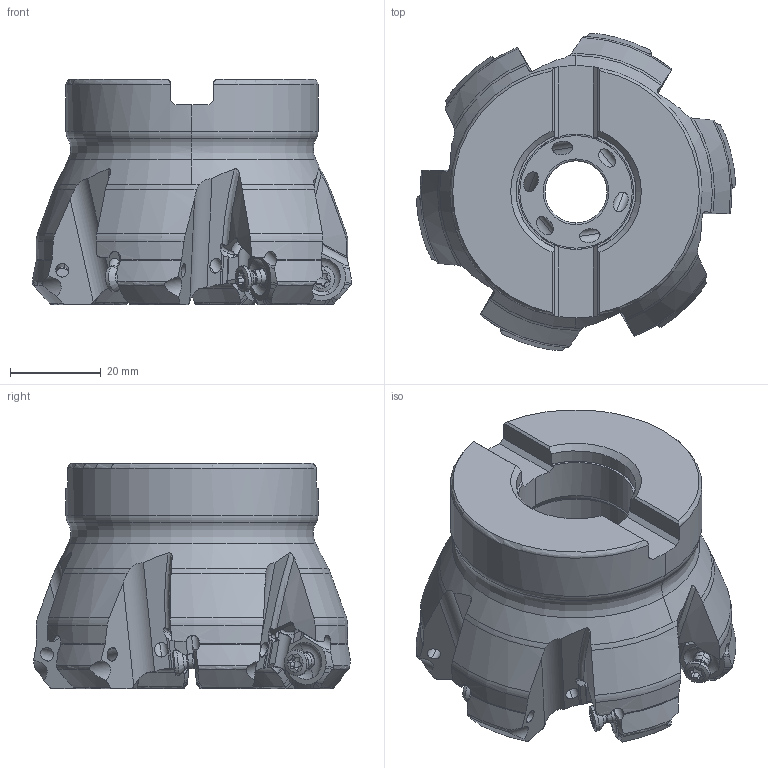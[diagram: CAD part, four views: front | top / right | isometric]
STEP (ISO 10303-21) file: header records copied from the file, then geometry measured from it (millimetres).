
FILE_DESCRIPTION(/* description */ (''),/* implementation_level */ '2;1');
FILE_NAME(/* name */ 'AHX440SUR2506CA.stp',/* time_stamp */ '2017-10-20T17:32:19+09:00',/* author */ (''),/* organization */ (''),/* preprocessor_version */ 'ST-DEVELOPER v16',/* originating_system */ 'SIEMENS PLM Software NX 10.0',/* authorisation */ '');
FILE_SCHEMA (('AUTOMOTIVE_DESIGN { 1 0 10303 214 3 1 1 1 }'));
Length unit declared in the file: millimetre
Products named in the file (1): AHX440SUR2506CA_ASM
Bounding box: 70.45 x 69.82 x 49.65 mm (x, y, z)
Volume: 99831.7 mm3; surface area: 22658.1 mm2
Topology: 7 solids, 7 shells, 799 faces, 2273 edges, 1483 vertices
Faces by surface type: cylinder 330, plane 183, torus 144, cone 70, extrusion 36, bspline 24, sphere 12
Entity records: 32670 total; most frequent: CARTESIAN_POINT 12325, ORIENTED_EDGE 4522, DIRECTION 3992, EDGE_CURVE 2261, AXIS2_PLACEMENT_3D 1653, VERTEX_POINT 1483, EDGE_LOOP 832, ADVANCED_FACE 799
